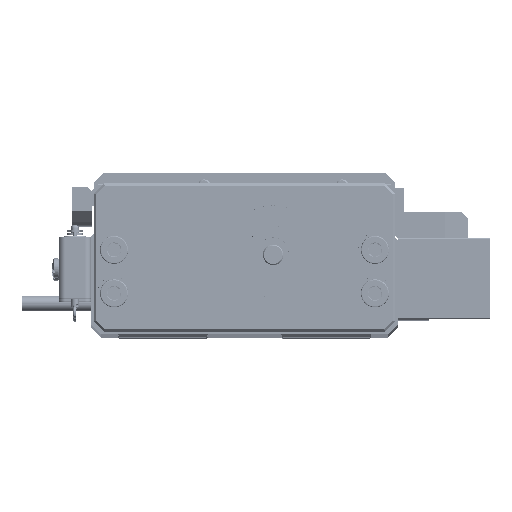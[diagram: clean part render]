
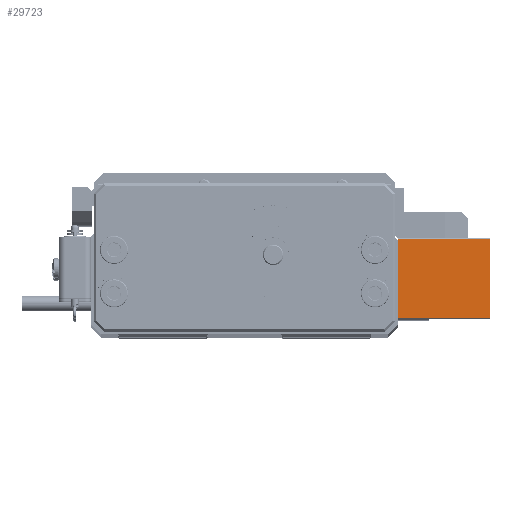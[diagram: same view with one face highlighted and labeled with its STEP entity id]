
A CAD part, top view. The second image highlights one B-rep face of the part: STEP entity #29723.
In plain terms, the highlighted face is planar.
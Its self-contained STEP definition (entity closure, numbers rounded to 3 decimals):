
#37 = CARTESIAN_POINT ( 'NONE',  ( 16., 18., -36. ) ) ;
#88 = VERTEX_POINT ( 'NONE', #59967 ) ;
#1636 = PLANE ( 'NONE',  #15396 ) ;
#3217 = VERTEX_POINT ( 'NONE', #47099 ) ;
#4662 = DIRECTION ( 'NONE',  ( -1., 0., 0. ) ) ;
#6568 = EDGE_CURVE ( 'NONE', #7637, #88, #36469, .T. ) ;
#7637 = VERTEX_POINT ( 'NONE', #30808 ) ;
#10732 = CARTESIAN_POINT ( 'NONE',  ( 0., 18., -36. ) ) ;
#10941 = CARTESIAN_POINT ( 'NONE',  ( 0.5, 18., -36. ) ) ;
#13242 = CARTESIAN_POINT ( 'NONE',  ( 0., 0., -36. ) ) ;
#13391 = DIRECTION ( 'NONE',  ( 0., 0., 1. ) ) ;
#13800 = DIRECTION ( 'NONE',  ( 1., 0., 0. ) ) ;
#15396 = AXIS2_PLACEMENT_3D ( 'NONE', #43775, #13391, #13800 ) ;
#18671 = VECTOR ( 'NONE', #69521, 1000. ) ;
#23817 = VERTEX_POINT ( 'NONE', #59046 ) ;
#29412 = ORIENTED_EDGE ( 'NONE', *, *, #72525, .T. ) ;
#29723 = ADVANCED_FACE ( 'NONE', ( #68874 ), #1636, .F. ) ;
#30374 = DIRECTION ( 'NONE',  ( 0., -1., 0. ) ) ;
#30808 = CARTESIAN_POINT ( 'NONE',  ( 16., 18., -36. ) ) ;
#30928 = LINE ( 'NONE', #10941, #41877 ) ;
#31841 = LINE ( 'NONE', #13242, #18671 ) ;
#35014 = VECTOR ( 'NONE', #30374, 1000. ) ;
#36469 = LINE ( 'NONE', #37, #35014 ) ;
#41877 = VECTOR ( 'NONE', #48198, 1000. ) ;
#43775 = CARTESIAN_POINT ( 'NONE',  ( 0., 18., -36. ) ) ;
#47099 = CARTESIAN_POINT ( 'NONE',  ( 0.5, 18., -36. ) ) ;
#47517 = EDGE_CURVE ( 'NONE', #23817, #3217, #30928, .T. ) ;
#48198 = DIRECTION ( 'NONE',  ( 0., 1., 0. ) ) ;
#51459 = ORIENTED_EDGE ( 'NONE', *, *, #58124, .F. ) ;
#51699 = EDGE_LOOP ( 'NONE', ( #29412, #52418, #51459, #75944 ) ) ;
#52418 = ORIENTED_EDGE ( 'NONE', *, *, #47517, .T. ) ;
#57632 = VECTOR ( 'NONE', #4662, 1000. ) ;
#58124 = EDGE_CURVE ( 'NONE', #7637, #3217, #73493, .T. ) ;
#59046 = CARTESIAN_POINT ( 'NONE',  ( 0.5, 0., -36. ) ) ;
#59967 = CARTESIAN_POINT ( 'NONE',  ( 16., 0., -36. ) ) ;
#68874 = FACE_OUTER_BOUND ( 'NONE', #51699, .T. ) ;
#69521 = DIRECTION ( 'NONE',  ( -1., 0., 0. ) ) ;
#72525 = EDGE_CURVE ( 'NONE', #88, #23817, #31841, .T. ) ;
#73493 = LINE ( 'NONE', #10732, #57632 ) ;
#75944 = ORIENTED_EDGE ( 'NONE', *, *, #6568, .T. ) ;
